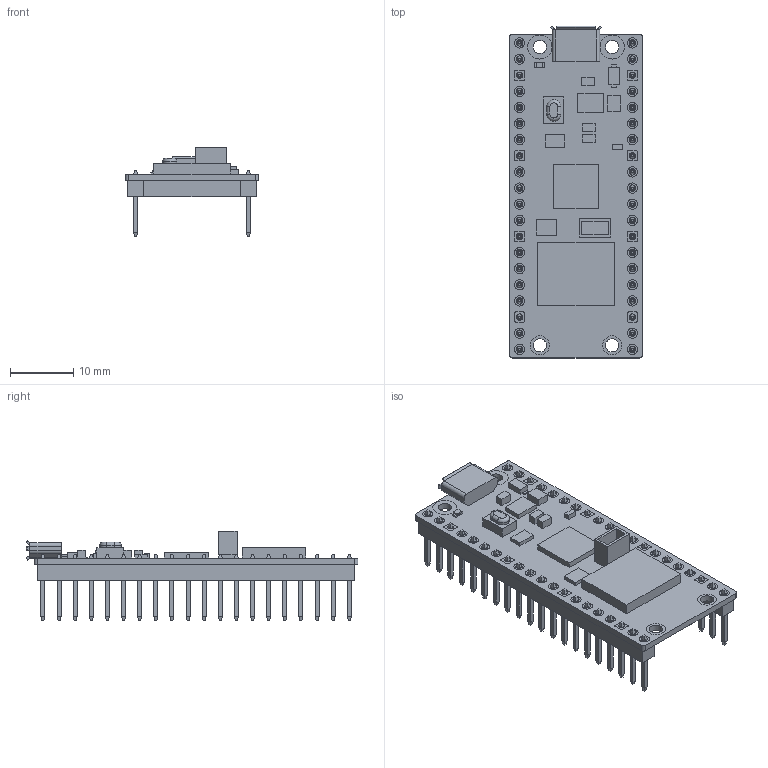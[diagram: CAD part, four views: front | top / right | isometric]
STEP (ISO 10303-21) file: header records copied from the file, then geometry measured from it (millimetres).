
FILE_DESCRIPTION(('FreeCAD Model'),'2;1');
FILE_NAME('Open CASCADE Shape Model','2024-07-19T09:54:29',(''),(''), 'Open CASCADE STEP processor 7.6','FreeCAD','Unknown');
FILE_SCHEMA(('AUTOMOTIVE_DESIGN { 1 0 10303 214 1 1 1 1 }'));
Length unit declared in the file: millimetre
Products named in the file (23): RaspberryPi_Pico_WH_Socketed_STEP; Pico_WH_Socketed_Module; Pico_WH_Board; Pico_WH_Socketed_Components; C1_47u; C2_47u; C21_47u; D1_MBR120VLSFT1G; D2_QSME-C194; D2_QSME-C194_Base; D2_QSME-C194_Phosphor; D2_QSME-C194_Lens; J1_690T505-x62-01x; J2_BM03B-SRSS-TB; L1_2u2; Q1_DMG1012T; SH1_CYW43439; SW1_TP-1221U-K9K5325; U1_RP2040; U2_RT6154AGQW; U3_W25Q16JVUXIQ; X1_X12M000000S096; DIP-40_W17.78mm_Header
Assembly tree (22 placements, depth 5):
  RaspberryPi_Pico_WH_Socketed_STEP
    Pico_WH_Socketed_Module
      Pico_WH_Board
      Pico_WH_Socketed_Components
        C1_47u
        C2_47u
        C21_47u
        D1_MBR120VLSFT1G
        D2_QSME-C194
          D2_QSME-C194_Base
          D2_QSME-C194_Phosphor
          D2_QSME-C194_Lens
        J1_690T505-x62-01x
        J2_BM03B-SRSS-TB
        L1_2u2
        Q1_DMG1012T
        SH1_CYW43439
        SW1_TP-1221U-K9K5325
        U1_RP2040
        U2_RT6154AGQW
        U3_W25Q16JVUXIQ
        X1_X12M000000S096
    DIP-40_W17.78mm_Header
Bounding box: 21 x 52.3 x 14.14 mm (x, y, z)
Volume: 2598.9 mm3; surface area: 5954.1 mm2
Topology: 59 solids, 59 shells, 924 faces, 2070 edges, 1368 vertices
Faces by surface type: plane 846, cylinder 76, torus 2
Full cylindrical faces by diameter (mm): 1 x40, 2.1 x4
Entity records: 31712 total; most frequent: CARTESIAN_POINT 4385, DIRECTION 4298, ORIENTED_EDGE 4140, EDGE_CURVE 2070, LINE 1736, VECTOR 1736, VERTEX_POINT 1368, AXIS2_PLACEMENT_3D 1281
